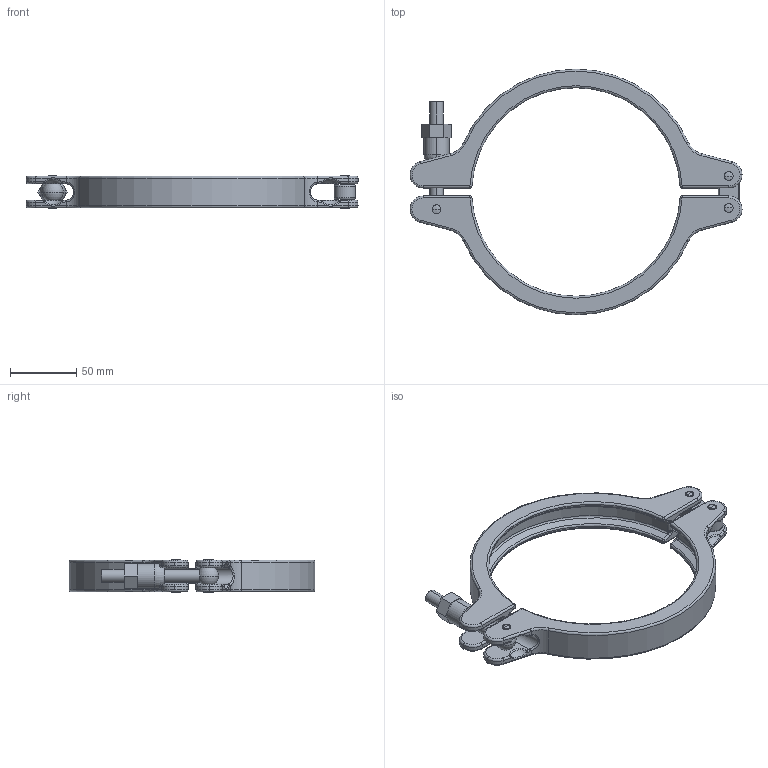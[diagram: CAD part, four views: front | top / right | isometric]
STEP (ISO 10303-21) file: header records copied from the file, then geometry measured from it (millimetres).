
FILE_DESCRIPTION (( 'STEP AP214' ), '1' );
FILE_NAME ('CL.SAFX.0600 BLOCK.STEP', '2020-02-26T10:43:48', ( '' ), ( '' ), 'SwSTEP 2.0', 'SolidWorks 2019', '' );
FILE_SCHEMA (( 'AUTOMOTIVE_DESIGN' ));
Length unit declared in the file: millimetre
Products named in the file (1): CL.SAFX.0600 BLOCK
Bounding box: 250 x 185 x 25.3 mm (x, y, z)
Volume: 178290.4 mm3; surface area: 65458.3 mm2
Topology: 3 solids, 5 shells, 401 faces, 935 edges, 526 vertices
Faces by surface type: cylinder 132, torus 84, bspline 80, plane 61, sphere 40, cone 4
Entity records: 14460 total; most frequent: CARTESIAN_POINT 5809, DIRECTION 1854, ORIENTED_EDGE 1800, EDGE_CURVE 900, AXIS2_PLACEMENT_3D 812, VERTEX_POINT 523, CIRCLE 490, EDGE_LOOP 429
